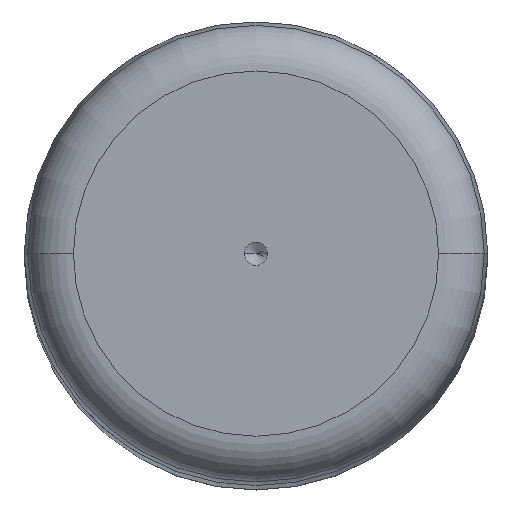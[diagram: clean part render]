
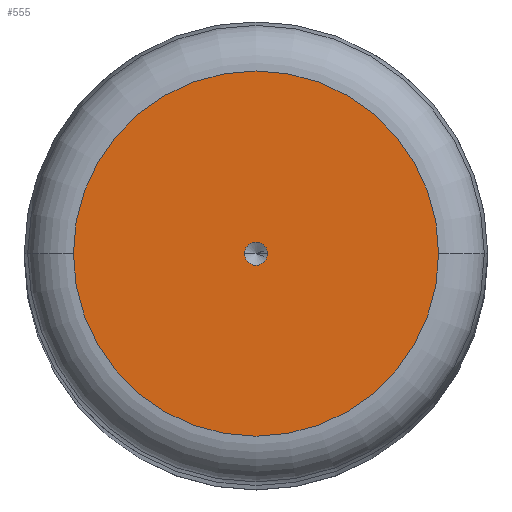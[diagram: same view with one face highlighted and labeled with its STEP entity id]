
A CAD part, top view. The second image highlights one B-rep face of the part: STEP entity #555.
In plain terms, the highlighted planar face has unit normal (0, 0, 1).
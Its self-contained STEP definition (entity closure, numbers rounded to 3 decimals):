
#1 = DIRECTION ( 'NONE',  ( 1., 0., 0. ) ) ;
#6 = CARTESIAN_POINT ( 'NONE',  ( 0., 0., 350. ) ) ;
#9 = DIRECTION ( 'NONE',  ( 0., 0., 1. ) ) ;
#11 = EDGE_CURVE ( 'NONE', #360, #566, #51, .T. ) ;
#34 = CIRCLE ( 'NONE', #408, 1.5 ) ;
#37 = DIRECTION ( 'NONE',  ( 0., 0., 1. ) ) ;
#51 = CIRCLE ( 'NONE', #183, 23.642 ) ;
#82 = EDGE_CURVE ( 'NONE', #639, #465, #303, .T. ) ;
#90 = CARTESIAN_POINT ( 'NONE',  ( 23.642, 0., 350. ) ) ;
#104 = EDGE_LOOP ( 'NONE', ( #161, #486 ) ) ;
#105 = DIRECTION ( 'NONE',  ( 0., 0., 1. ) ) ;
#149 = EDGE_CURVE ( 'NONE', #566, #360, #596, .T. ) ;
#161 = ORIENTED_EDGE ( 'NONE', *, *, #149, .T. ) ;
#183 = AXIS2_PLACEMENT_3D ( 'NONE', #450, #37, #506 ) ;
#203 = CARTESIAN_POINT ( 'NONE',  ( 0., 0., 350. ) ) ;
#225 = FACE_BOUND ( 'NONE', #380, .T. ) ;
#247 = DIRECTION ( 'NONE',  ( 1., 0., 0. ) ) ;
#303 = CIRCLE ( 'NONE', #517, 1.5 ) ;
#305 = ORIENTED_EDGE ( 'NONE', *, *, #322, .F. ) ;
#322 = EDGE_CURVE ( 'NONE', #465, #639, #34, .T. ) ;
#360 = VERTEX_POINT ( 'NONE', #481 ) ;
#364 = FACE_OUTER_BOUND ( 'NONE', #104, .T. ) ;
#369 = AXIS2_PLACEMENT_3D ( 'NONE', #6, #105, #1 ) ;
#374 = DIRECTION ( 'NONE',  ( 1., 0., 0. ) ) ;
#380 = EDGE_LOOP ( 'NONE', ( #305, #601 ) ) ;
#389 = CARTESIAN_POINT ( 'NONE',  ( 1.5, 0., 350. ) ) ;
#408 = AXIS2_PLACEMENT_3D ( 'NONE', #428, #9, #374 ) ;
#428 = CARTESIAN_POINT ( 'NONE',  ( 0., 0., 350. ) ) ;
#450 = CARTESIAN_POINT ( 'NONE',  ( 0., 0., 350. ) ) ;
#453 = CARTESIAN_POINT ( 'NONE',  ( -1.5, 0., 350. ) ) ;
#465 = VERTEX_POINT ( 'NONE', #389 ) ;
#481 = CARTESIAN_POINT ( 'NONE',  ( -23.642, 0., 350. ) ) ;
#486 = ORIENTED_EDGE ( 'NONE', *, *, #11, .T. ) ;
#499 = PLANE ( 'NONE',  #598 ) ;
#506 = DIRECTION ( 'NONE',  ( 1., 0., 0. ) ) ;
#517 = AXIS2_PLACEMENT_3D ( 'NONE', #203, #563, #567 ) ;
#555 = ADVANCED_FACE ( 'NONE', ( #225, #364 ), #499, .T. ) ;
#563 = DIRECTION ( 'NONE',  ( 0., 0., 1. ) ) ;
#566 = VERTEX_POINT ( 'NONE', #90 ) ;
#567 = DIRECTION ( 'NONE',  ( 1., 0., 0. ) ) ;
#596 = CIRCLE ( 'NONE', #369, 23.642 ) ;
#598 = AXIS2_PLACEMENT_3D ( 'NONE', #659, #607, #247 ) ;
#601 = ORIENTED_EDGE ( 'NONE', *, *, #82, .F. ) ;
#607 = DIRECTION ( 'NONE',  ( 0., 0., 1. ) ) ;
#639 = VERTEX_POINT ( 'NONE', #453 ) ;
#659 = CARTESIAN_POINT ( 'NONE',  ( 0., 0., 350. ) ) ;
